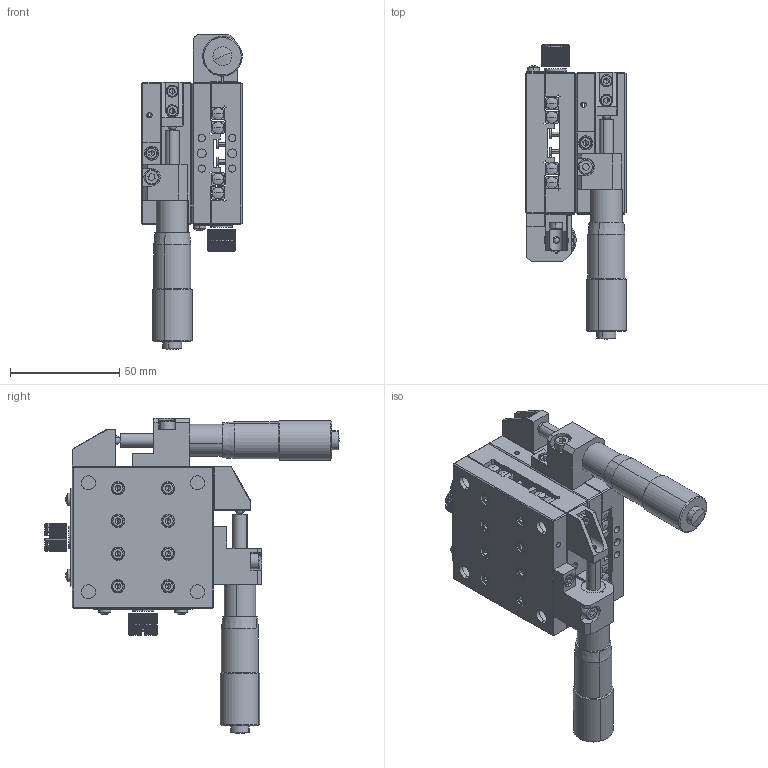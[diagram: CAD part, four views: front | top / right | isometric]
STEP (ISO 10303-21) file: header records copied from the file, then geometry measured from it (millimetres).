
FILE_DESCRIPTION (( 'STEP AP203' ), '1' );
FILE_NAME ('NFP-2462LL.step', '2019-05-08T07:21:04', ( '' ), ( '' ), 'SwSTEP 2.0', 'SolidWorks 2017', '' );
FILE_SCHEMA (( 'CONFIG_CONTROL_DESIGN' ));
Length unit declared in the file: millimetre
Products named in the file (1): NFP-2462LL
Bounding box: 46.07 x 135 x 144.5 mm (x, y, z)
Surface area: 79286.4 mm2 (no closed solid volume)
Topology: 0 solids, 96 shells, 1225 faces, 4704 edges, 3437 vertices
Faces by surface type: plane 628, cylinder 369, cone 128, torus 52, bspline 32, sphere 16
Entity records: 49739 total; most frequent: CARTESIAN_POINT 11061, DIRECTION 8141, ORIENTED_EDGE 6874, EDGE_CURVE 4618, VERTEX_POINT 3431, VECTOR 2767, LINE 2767, AXIS2_PLACEMENT_3D 2687
